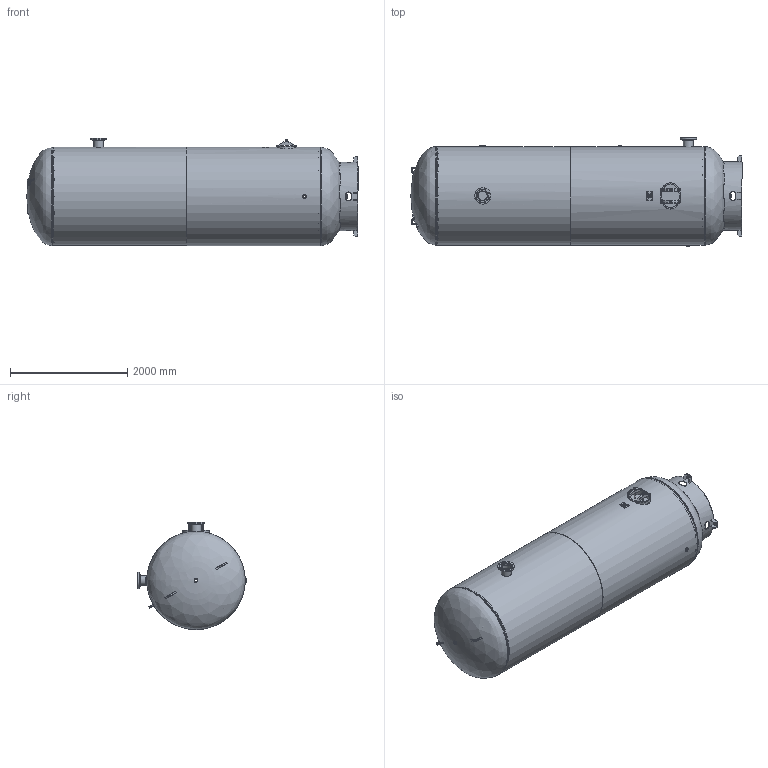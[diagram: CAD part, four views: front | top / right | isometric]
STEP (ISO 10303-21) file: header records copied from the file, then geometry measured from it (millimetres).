
FILE_DESCRIPTION(/* description */ ('66 X 214 150# VERT ASME 3000 GAL A10339 @ 150#'),/* implementation_level */ '2;1');
FILE_NAME(/* name */ 'SPVG_C102476.stp',/* time_stamp */ '2022-05-05T09:05:20-05:00',/* author */ ('kim.thoune'),/* organization */ (''),/* preprocessor_version */ 'ST-DEVELOPER v17.2',/* originating_system */ 'Autodesk Inventor 2019',/* authorisation */ '');
FILE_SCHEMA (('CONFIG_CONTROL_DESIGN'));
Length unit declared in the file: inch
Products named in the file (21): C102476; 37-3156; 37-3157; C102476-3HD; 911-013MH; C102476-4HD; 911-013MH_1; S102208; S102208-1; S102022; F100250; F101000; F101250; F103001; 46-9163; S102154; 45-596; S102154-2; 60-140; 64-053; 64-784
Assembly tree (29 placements, depth 3):
  C102476
    37-3156
    37-3157
    C102476-3HD
      911-013MH
    C102476-4HD
      911-013MH_1
    S102208
      S102208-1
      S102022  x4
    F100250
    F101000
    F101250  x3
    F103001
    46-9163
    S102154  x2
      45-596
      S102154-2
    60-140
      64-053
    64-784  x4
Bounding box: 5656.39 x 1845.25 x 1828.8 mm (x, y, z)
Volume: 303538618.2 mm3; surface area: 64787476.4 mm2
Topology: 28 solids, 28 shells, 695 faces, 1838 edges, 1232 vertices
Faces by surface type: plane 360, cylinder 209, bspline 64, torus 53, cone 9
Full cylindrical faces by diameter (mm): 6.35 x4, 11.455 x1, 22.225 x20, 23.019 x2, 26.987 x1, 30.302 x1, 43.256 x1, 44.45 x1, 44.856 x3, 46.037 x1, 49.212 x3, 50.8 x3, 53.975 x3, 60.325 x1, 63.5 x3, 82.55 x1, 96.837 x1, 98.425 x1, 107.95 x1, 154.051 x2, 168.275 x2, 170.688 x2, 171.45 x2, 192.1 x2, 215.9 x2, 279.4 x2, 1152.5 x1, 1168.4 x1, 1638.3 x2, 1657.35 x6
Entity records: 23359 total; most frequent: CARTESIAN_POINT 8967, ORIENTED_EDGE 2880, DIRECTION 2699, EDGE_CURVE 1440, AXIS2_PLACEMENT_3D 993, VERTEX_POINT 964, LINE 713, VECTOR 713
